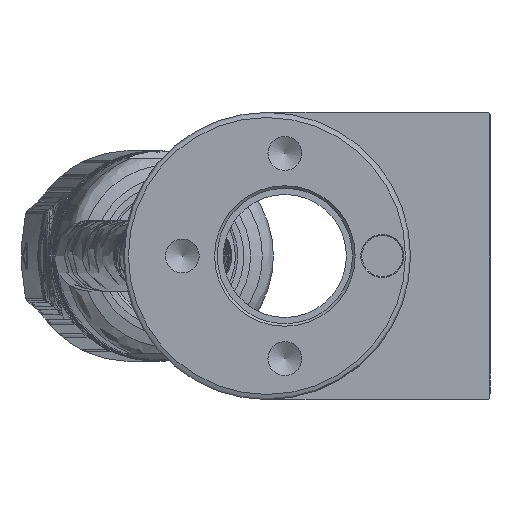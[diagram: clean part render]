
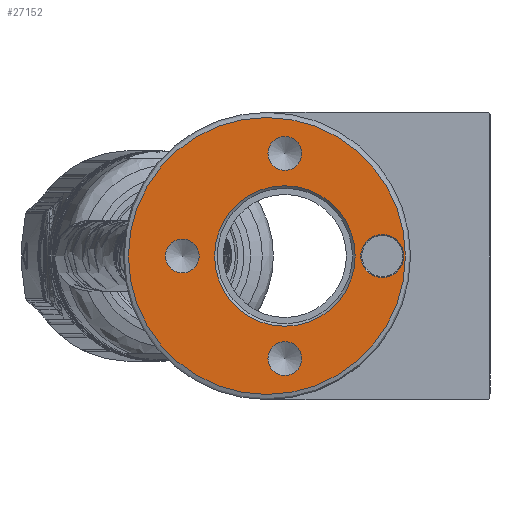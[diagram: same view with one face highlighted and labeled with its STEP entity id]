
A CAD part, left-side view. The second image highlights one B-rep face of the part: STEP entity #27152.
In plain terms, the highlighted planar face has unit normal (-1, 0, 0).
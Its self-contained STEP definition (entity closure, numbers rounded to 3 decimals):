
#370 = AXIS2_PLACEMENT_3D ( 'NONE', #33563, #29506, #56557 ) ;
#416 = EDGE_LOOP ( 'NONE', ( #55253 ) ) ;
#636 = CARTESIAN_POINT ( 'NONE',  ( 0., -1.75, -8.35 ) ) ;
#2337 = VERTEX_POINT ( 'NONE', #20158 ) ;
#4364 = CARTESIAN_POINT ( 'NONE',  ( 0., -1.75, 11.65 ) ) ;
#6700 = CARTESIAN_POINT ( 'NONE',  ( 0., 0., 0. ) ) ;
#7271 = FACE_BOUND ( 'NONE', #416, .T. ) ;
#7293 = CIRCLE ( 'NONE', #32997, 2.1 ) ;
#9251 = VERTEX_POINT ( 'NONE', #636 ) ;
#10076 = CARTESIAN_POINT ( 'NONE',  ( 0., -11.25, 0. ) ) ;
#10270 = AXIS2_PLACEMENT_3D ( 'NONE', #49028, #30588, #35492 ) ;
#10808 = CIRCLE ( 'NONE', #20883, 13.5 ) ;
#11205 = CARTESIAN_POINT ( 'NONE',  ( 0., 8.25, 0. ) ) ;
#11285 = FACE_BOUND ( 'NONE', #45626, .T. ) ;
#12107 = CIRCLE ( 'NONE', #10270, 6.85 ) ;
#12364 = CARTESIAN_POINT ( 'NONE',  ( 0., -1.75, -6.85 ) ) ;
#12625 = CARTESIAN_POINT ( 'NONE',  ( 0., -11.25, 2.1 ) ) ;
#13409 = ORIENTED_EDGE ( 'NONE', *, *, #14167, .F. ) ;
#13839 = EDGE_CURVE ( 'NONE', #44320, #44320, #15964, .T. ) ;
#14167 = EDGE_CURVE ( 'NONE', #9251, #9251, #42611, .T. ) ;
#15788 = DIRECTION ( 'NONE',  ( -1., 0., 0. ) ) ;
#15964 = CIRCLE ( 'NONE', #48116, 1.65 ) ;
#16088 = CARTESIAN_POINT ( 'NONE',  ( 0., 0., 0. ) ) ;
#16712 = DIRECTION ( 'NONE',  ( -1., 0., 0. ) ) ;
#18701 = DIRECTION ( 'NONE',  ( -1., 0., 0. ) ) ;
#20158 = CARTESIAN_POINT ( 'NONE',  ( 0., 0., -13.5 ) ) ;
#20745 = DIRECTION ( 'NONE',  ( 0., 0., -1. ) ) ;
#20883 = AXIS2_PLACEMENT_3D ( 'NONE', #16088, #55793, #20963 ) ;
#20963 = DIRECTION ( 'NONE',  ( 0., 0., -1. ) ) ;
#21900 = EDGE_CURVE ( 'NONE', #49225, #49225, #31186, .T. ) ;
#23173 = EDGE_LOOP ( 'NONE', ( #39387 ) ) ;
#24769 = FACE_BOUND ( 'NONE', #23173, .T. ) ;
#25880 = CARTESIAN_POINT ( 'NONE',  ( 0., -1.75, 10. ) ) ;
#27152 = ADVANCED_FACE ( 'NONE', ( #7271, #11285, #46102, #41777, #24769, #55309 ), #33140, .F. ) ;
#29506 = DIRECTION ( 'NONE',  ( -1., 0., 0. ) ) ;
#30588 = DIRECTION ( 'NONE',  ( 1., 0., 0. ) ) ;
#31186 = CIRCLE ( 'NONE', #47889, 1.65 ) ;
#31911 = DIRECTION ( 'NONE',  ( 0., 0., 1. ) ) ;
#32997 = AXIS2_PLACEMENT_3D ( 'NONE', #10076, #18701, #31911 ) ;
#33097 = EDGE_LOOP ( 'NONE', ( #39564 ) ) ;
#33140 = PLANE ( 'NONE',  #36686 ) ;
#33563 = CARTESIAN_POINT ( 'NONE',  ( 0., -1.75, -10. ) ) ;
#33621 = EDGE_CURVE ( 'NONE', #2337, #2337, #10808, .T. ) ;
#35492 = DIRECTION ( 'NONE',  ( 0., 0., -1. ) ) ;
#36686 = AXIS2_PLACEMENT_3D ( 'NONE', #6700, #46949, #20745 ) ;
#39387 = ORIENTED_EDGE ( 'NONE', *, *, #13839, .F. ) ;
#39564 = ORIENTED_EDGE ( 'NONE', *, *, #21900, .F. ) ;
#41777 = FACE_BOUND ( 'NONE', #33097, .T. ) ;
#42611 = CIRCLE ( 'NONE', #370, 1.65 ) ;
#43308 = EDGE_LOOP ( 'NONE', ( #47278 ) ) ;
#43693 = VERTEX_POINT ( 'NONE', #12625 ) ;
#44320 = VERTEX_POINT ( 'NONE', #4364 ) ;
#44487 = EDGE_CURVE ( 'NONE', #43693, #43693, #7293, .T. ) ;
#45626 = EDGE_LOOP ( 'NONE', ( #47678 ) ) ;
#46102 = FACE_BOUND ( 'NONE', #49513, .T. ) ;
#46949 = DIRECTION ( 'NONE',  ( 1., 0., 0. ) ) ;
#47278 = ORIENTED_EDGE ( 'NONE', *, *, #33621, .T. ) ;
#47678 = ORIENTED_EDGE ( 'NONE', *, *, #44487, .F. ) ;
#47889 = AXIS2_PLACEMENT_3D ( 'NONE', #11205, #15788, #50893 ) ;
#48116 = AXIS2_PLACEMENT_3D ( 'NONE', #25880, #16712, #48346 ) ;
#48346 = DIRECTION ( 'NONE',  ( 0., 0., 1. ) ) ;
#49028 = CARTESIAN_POINT ( 'NONE',  ( 0., -1.75, 0. ) ) ;
#49225 = VERTEX_POINT ( 'NONE', #54118 ) ;
#49513 = EDGE_LOOP ( 'NONE', ( #13409 ) ) ;
#50721 = EDGE_CURVE ( 'NONE', #51781, #51781, #12107, .T. ) ;
#50893 = DIRECTION ( 'NONE',  ( 0., 0., 1. ) ) ;
#51781 = VERTEX_POINT ( 'NONE', #12364 ) ;
#54118 = CARTESIAN_POINT ( 'NONE',  ( 0., 8.25, 1.65 ) ) ;
#55253 = ORIENTED_EDGE ( 'NONE', *, *, #50721, .T. ) ;
#55309 = FACE_OUTER_BOUND ( 'NONE', #43308, .T. ) ;
#55793 = DIRECTION ( 'NONE',  ( -1., 0., 0. ) ) ;
#56557 = DIRECTION ( 'NONE',  ( 0., 0., 1. ) ) ;
